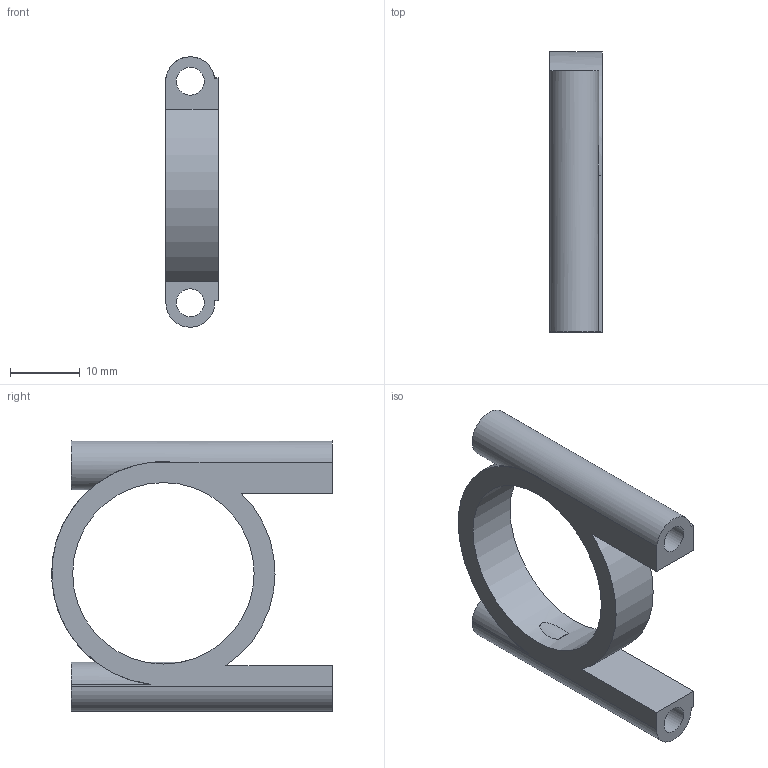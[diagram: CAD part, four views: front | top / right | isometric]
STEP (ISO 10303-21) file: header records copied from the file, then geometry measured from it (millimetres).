
FILE_DESCRIPTION(/* description */ (''),/* implementation_level */ '2;1');
FILE_NAME(/* name */ 'Proximal Bearing Mount.step',/* time_stamp */ '2022-05-20T09:40:03-07:00',/* author */ (''),/* organization */ (''),/* preprocessor_version */ 'ST-DEVELOPER v18.1',/* originating_system */ 'Autodesk Translation Framework v10.14.0.1471',/* authorisation */ '');
FILE_SCHEMA (('AUTOMOTIVE_DESIGN { 1 0 10303 214 3 1 1 }'));
Length unit declared in the file: millimetre
Products named in the file (1): Proximal Bearing Mount
Bounding box: 7.5 x 40.2 x 38.74 mm (x, y, z)
Volume: 3687.9 mm3; surface area: 4082.8 mm2
Topology: 1 solids, 1 shells, 23 faces, 63 edges, 43 vertices
Faces by surface type: plane 13, cylinder 10
Full cylindrical faces by diameter (mm): 4 x2, 7 x1, 26 x1
Entity records: 881 total; most frequent: CARTESIAN_POINT 245, ORIENTED_EDGE 126, DIRECTION 120, EDGE_CURVE 63, VERTEX_POINT 43, AXIS2_PLACEMENT_3D 42, LINE 36, VECTOR 36
